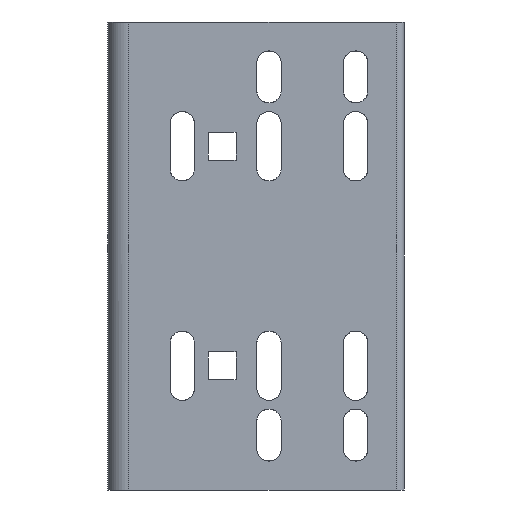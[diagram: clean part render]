
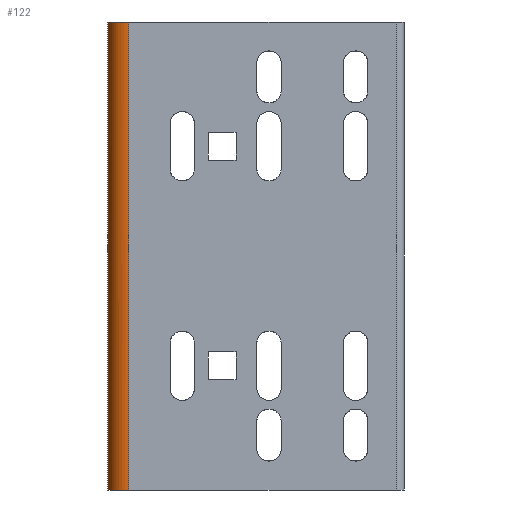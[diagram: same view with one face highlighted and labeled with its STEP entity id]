
A CAD part, left-side view. The second image highlights one B-rep face of the part: STEP entity #122.
In plain terms, the highlighted free-form (B-spline) face has degree [2, 1] with [9, 2] control points.
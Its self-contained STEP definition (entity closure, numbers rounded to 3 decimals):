
#122=ADVANCED_FACE('',(#346),#4029,.T.);
#346=FACE_OUTER_BOUND('',#644,.T.);
#644=EDGE_LOOP('',(#1308,#1309,#1310,#1311));
#1308=ORIENTED_EDGE('',*,*,#2388,.F.);
#1309=ORIENTED_EDGE('',*,*,#2391,.F.);
#1310=ORIENTED_EDGE('',*,*,#2392,.T.);
#1311=ORIENTED_EDGE('',*,*,#2393,.F.);
#2388=EDGE_CURVE('',#3775,#3638,#3356,.T.);
#2391=EDGE_CURVE('',#3774,#3775,#2898,.T.);
#2392=EDGE_CURVE('',#3774,#3639,#2899,.T.);
#2393=EDGE_CURVE('',#3638,#3639,#2900,.T.);
#2898=(
BOUNDED_CURVE()
B_SPLINE_CURVE(2,(#7233,#7234,#7235,#7236,#7237),.UNSPECIFIED.,.F.,.F.)
B_SPLINE_CURVE_WITH_KNOTS((3,2,3),(0.,9.425,18.85),
 .UNSPECIFIED.)
CURVE()
GEOMETRIC_REPRESENTATION_ITEM()
RATIONAL_B_SPLINE_CURVE((1.,0.707,1.,0.707,1.))
REPRESENTATION_ITEM('')
);
#2899=(
BOUNDED_CURVE()
B_SPLINE_CURVE(1,(#7238,#7239),.UNSPECIFIED.,.F.,.F.)
B_SPLINE_CURVE_WITH_KNOTS((2,2),(0.,135.),.UNSPECIFIED.)
CURVE()
GEOMETRIC_REPRESENTATION_ITEM()
RATIONAL_B_SPLINE_CURVE((1.,1.))
REPRESENTATION_ITEM('')
);
#2900=(
BOUNDED_CURVE()
B_SPLINE_CURVE(2,(#7240,#7241,#7242,#7243,#7244),.UNSPECIFIED.,.F.,.F.)
B_SPLINE_CURVE_WITH_KNOTS((3,2,3),(0.,9.425,18.85),
 .UNSPECIFIED.)
CURVE()
GEOMETRIC_REPRESENTATION_ITEM()
RATIONAL_B_SPLINE_CURVE((1.,0.707,1.,0.707,1.))
REPRESENTATION_ITEM('')
);
#3356=B_SPLINE_CURVE_WITH_KNOTS('',1,(#7227,#7228),.UNSPECIFIED.,.F.,.F.,
(2,2),(-135.,0.),.UNSPECIFIED.);
#3638=VERTEX_POINT('',#6420);
#3639=VERTEX_POINT('',#6421);
#3774=VERTEX_POINT('',#6556);
#3775=VERTEX_POINT('',#6557);
#4029=(
BOUNDED_SURFACE()
B_SPLINE_SURFACE(2,1,((#4477,#4478),(#4479,#4480),(#4481,#4482),(#4483,
#4484),(#4485,#4486),(#4487,#4488),(#4489,#4490),(#4491,#4492),(#4493,#4494)),
 .UNSPECIFIED.,.T.,.F.,.F.)
B_SPLINE_SURFACE_WITH_KNOTS((3,2,2,2,3),(2,2),(0.,1.571,3.142,
4.712,6.283),(0.,162.6),.UNSPECIFIED.)
GEOMETRIC_REPRESENTATION_ITEM()
RATIONAL_B_SPLINE_SURFACE(((1.,1.),(0.707,0.707),
(1.,1.),(0.707,0.707),(1.,1.),(0.707,
0.707),(1.,1.),(0.707,0.707),(1.,1.)))
REPRESENTATION_ITEM('')
SURFACE()
);
#4477=CARTESIAN_POINT('',(-194.,73.5,-81.3));
#4478=CARTESIAN_POINT('',(-194.,73.5,81.3));
#4479=CARTESIAN_POINT('',(-188.,73.5,-81.3));
#4480=CARTESIAN_POINT('',(-188.,73.5,81.3));
#4481=CARTESIAN_POINT('',(-188.,79.5,-81.3));
#4482=CARTESIAN_POINT('',(-188.,79.5,81.3));
#4483=CARTESIAN_POINT('',(-188.,85.5,-81.3));
#4484=CARTESIAN_POINT('',(-188.,85.5,81.3));
#4485=CARTESIAN_POINT('',(-194.,85.5,-81.3));
#4486=CARTESIAN_POINT('',(-194.,85.5,81.3));
#4487=CARTESIAN_POINT('',(-200.,85.5,-81.3));
#4488=CARTESIAN_POINT('',(-200.,85.5,81.3));
#4489=CARTESIAN_POINT('',(-200.,79.5,-81.3));
#4490=CARTESIAN_POINT('',(-200.,79.5,81.3));
#4491=CARTESIAN_POINT('',(-200.,73.5,-81.3));
#4492=CARTESIAN_POINT('',(-200.,73.5,81.3));
#4493=CARTESIAN_POINT('',(-194.,73.5,-81.3));
#4494=CARTESIAN_POINT('',(-194.,73.5,81.3));
#6420=CARTESIAN_POINT('',(-188.,79.5,67.5));
#6421=CARTESIAN_POINT('',(-200.,79.5,67.5));
#6556=CARTESIAN_POINT('',(-200.,79.5,-67.5));
#6557=CARTESIAN_POINT('',(-188.,79.5,-67.5));
#7227=CARTESIAN_POINT('',(-188.,79.5,-67.5));
#7228=CARTESIAN_POINT('',(-188.,79.5,67.5));
#7233=CARTESIAN_POINT('',(-200.,79.5,-67.5));
#7234=CARTESIAN_POINT('',(-200.,85.5,-67.5));
#7235=CARTESIAN_POINT('',(-194.,85.5,-67.5));
#7236=CARTESIAN_POINT('',(-188.,85.5,-67.5));
#7237=CARTESIAN_POINT('',(-188.,79.5,-67.5));
#7238=CARTESIAN_POINT('',(-200.,79.5,-67.5));
#7239=CARTESIAN_POINT('',(-200.,79.5,67.5));
#7240=CARTESIAN_POINT('',(-188.,79.5,67.5));
#7241=CARTESIAN_POINT('',(-188.,85.5,67.5));
#7242=CARTESIAN_POINT('',(-194.,85.5,67.5));
#7243=CARTESIAN_POINT('',(-200.,85.5,67.5));
#7244=CARTESIAN_POINT('',(-200.,79.5,67.5));
